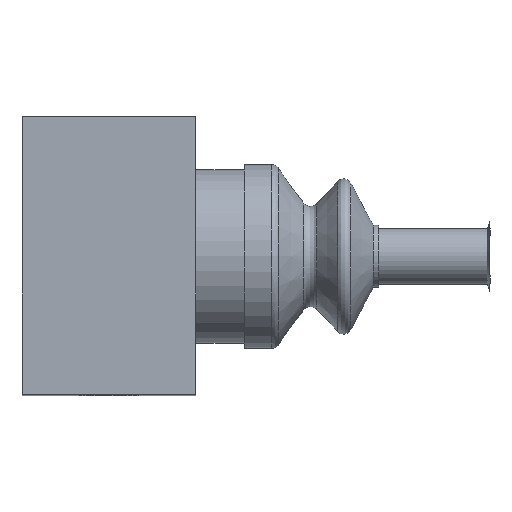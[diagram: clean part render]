
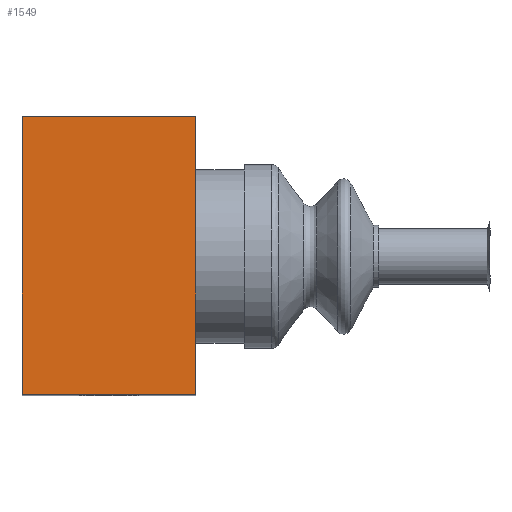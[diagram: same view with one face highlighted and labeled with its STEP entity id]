
A CAD part, top view. The second image highlights one B-rep face of the part: STEP entity #1549.
In plain terms, the highlighted planar face has unit normal (0, 0, 1).
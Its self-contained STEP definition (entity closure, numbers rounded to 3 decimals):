
#177 = EDGE_LOOP ( 'NONE', ( #766, #767, #768, #769 ) ) ;
#766 = ORIENTED_EDGE ( 'NONE', *, *, #1728, .T. ) ;
#767 = ORIENTED_EDGE ( 'NONE', *, *, #1727, .F. ) ;
#768 = ORIENTED_EDGE ( 'NONE', *, *, #1722, .F. ) ;
#769 = ORIENTED_EDGE ( 'NONE', *, *, #1729, .F. ) ;
#1092 = VERTEX_POINT ( 'NONE', #4344 ) ;
#1093 = VERTEX_POINT ( 'NONE', #4345 ) ;
#1094 = VERTEX_POINT ( 'NONE', #4346 ) ;
#1096 = VERTEX_POINT ( 'NONE', #4348 ) ;
#1549 = ADVANCED_FACE ( 'NONE', ( #5460 ), #6822, .T. ) ;
#1722 = EDGE_CURVE ( 'NONE', #1096, #1094, #5707, .T. ) ;
#1727 = EDGE_CURVE ( 'NONE', #1094, #1093, #5721, .T. ) ;
#1728 = EDGE_CURVE ( 'NONE', #1092, #1093, #5711, .T. ) ;
#1729 = EDGE_CURVE ( 'NONE', #1092, #1096, #5713, .T. ) ;
#2386 = AXIS2_PLACEMENT_3D ( 'NONE', #6825, #6831, #6832 ) ;
#4344 = CARTESIAN_POINT ( 'NONE',  ( 12.5, -20., 105. ) ) ;
#4345 = CARTESIAN_POINT ( 'NONE',  ( 12.5, 20., 105. ) ) ;
#4346 = CARTESIAN_POINT ( 'NONE',  ( -12.5, 20., 105. ) ) ;
#4348 = CARTESIAN_POINT ( 'NONE',  ( -12.5, -20., 105. ) ) ;
#5460 = FACE_OUTER_BOUND ( 'NONE', #177, .T. ) ;
#5707 = LINE ( 'NONE', #7425, #5712 ) ;
#5711 = LINE ( 'NONE', #7429, #5723 ) ;
#5712 = VECTOR ( 'NONE', #7428, 1000. ) ;
#5713 = LINE ( 'NONE', #7439, #5725 ) ;
#5721 = LINE ( 'NONE', #7437, #5722 ) ;
#5722 = VECTOR ( 'NONE', #7438, 1000. ) ;
#5723 = VECTOR ( 'NONE', #7440, 1000. ) ;
#5725 = VECTOR ( 'NONE', #7442, 1000. ) ;
#6822 = PLANE ( 'NONE',  #2386 ) ;
#6825 = CARTESIAN_POINT ( 'NONE',  ( 0., 0., 105. ) ) ;
#6831 = DIRECTION ( 'NONE',  ( 0., 0., 1. ) ) ;
#6832 = DIRECTION ( 'NONE',  ( 1., 0., 0. ) ) ;
#7425 = CARTESIAN_POINT ( 'NONE',  ( -12.5, -20., 105. ) ) ;
#7428 = DIRECTION ( 'NONE',  ( 0., 1., 0. ) ) ;
#7429 = CARTESIAN_POINT ( 'NONE',  ( 12.5, 0., 105. ) ) ;
#7437 = CARTESIAN_POINT ( 'NONE',  ( -12.5, 20., 105. ) ) ;
#7438 = DIRECTION ( 'NONE',  ( 1., 0., 0. ) ) ;
#7439 = CARTESIAN_POINT ( 'NONE',  ( 12.5, -20., 105. ) ) ;
#7440 = DIRECTION ( 'NONE',  ( 0., 1., 0. ) ) ;
#7442 = DIRECTION ( 'NONE',  ( -1., 0., 0. ) ) ;
